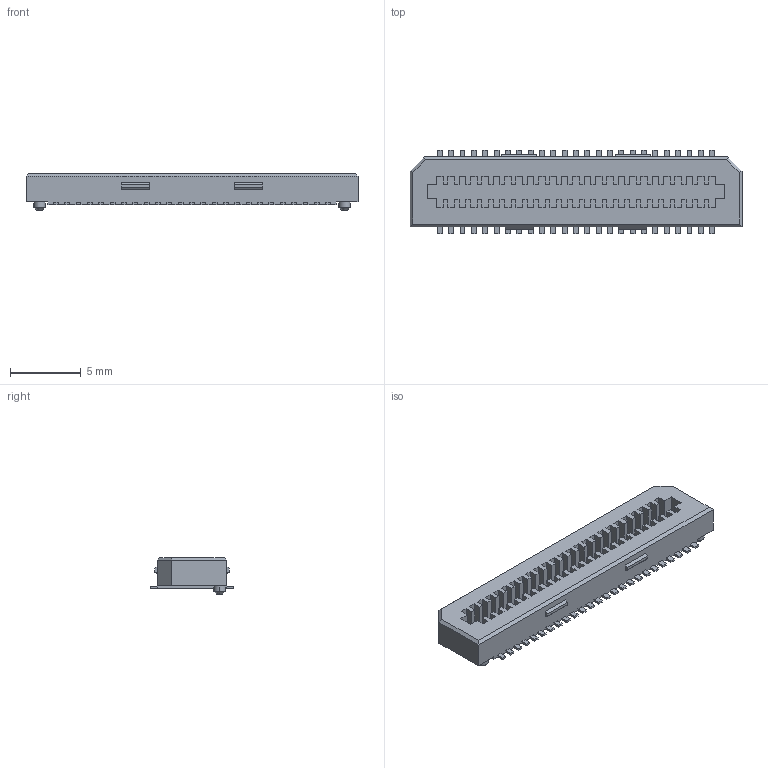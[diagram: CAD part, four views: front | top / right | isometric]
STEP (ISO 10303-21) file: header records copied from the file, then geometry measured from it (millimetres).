
FILE_DESCRIPTION((''),'2;1');
FILE_NAME('PANASONIC_AXN350038S.stp','2010-05-05T11:46:36',(''),(''),'Mechanical Desktop 2010','Mechanical Desktop 2010',', , ');
FILE_SCHEMA(('AUTOMOTIVE_DESIGN { 1 2 10303 214 1 1 1 1 }'));
Length unit declared in the file: millimetre
Products named in the file (1): Product
Bounding box: 23.4 x 5.88 x 2.6 mm (x, y, z)
Volume: 196.8 mm3; surface area: 566.9 mm2
Topology: 57 solids, 57 shells, 763 faces, 1935 edges, 1288 vertices
Faces by surface type: plane 739, bspline 14, cylinder 6, cone 4
Entity records: 22504 total; most frequent: CARTESIAN_POINT 4056, ORIENTED_EDGE 3868, DIRECTION 3455, EDGE_CURVE 1934, VECTOR 1915, LINE 1915, VERTEX_POINT 1286, AXIS2_PLACEMENT_3D 770
